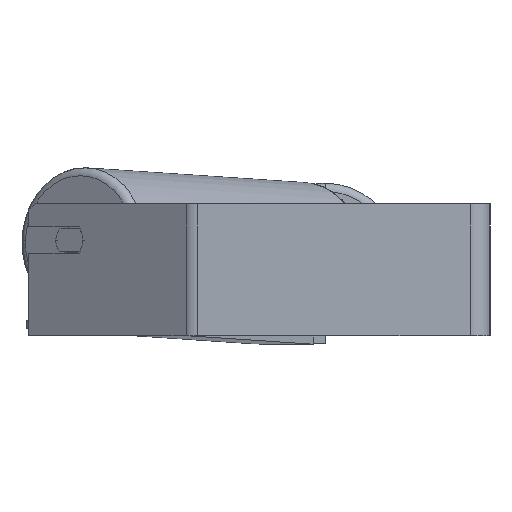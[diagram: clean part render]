
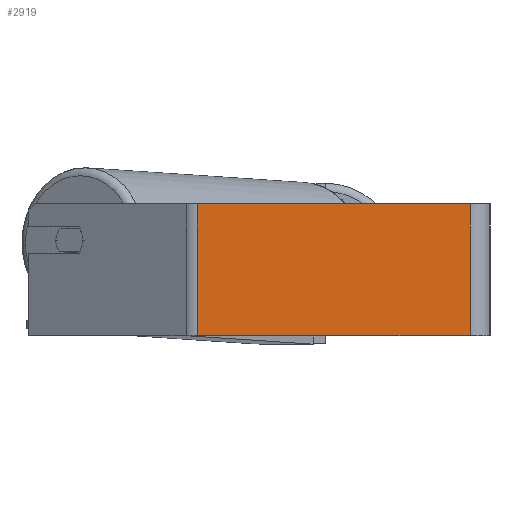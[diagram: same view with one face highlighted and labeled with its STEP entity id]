
A CAD part, left-side view. The second image highlights one B-rep face of the part: STEP entity #2919.
In plain terms, the highlighted planar face has unit normal (-1, 0, 0).
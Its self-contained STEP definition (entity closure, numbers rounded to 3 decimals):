
#39 = VECTOR ( 'NONE', #2036, 1000. ) ;
#595 = ORIENTED_EDGE ( 'NONE', *, *, #8043, .T. ) ;
#617 = EDGE_CURVE ( 'NONE', #3927, #1387, #5427, .T. ) ;
#624 = DIRECTION ( 'NONE',  ( 0., -1., 0. ) ) ;
#827 = PLANE ( 'NONE',  #1518 ) ;
#1077 = DIRECTION ( 'NONE',  ( 0., 0., -1. ) ) ;
#1387 = VERTEX_POINT ( 'NONE', #2501 ) ;
#1518 = AXIS2_PLACEMENT_3D ( 'NONE', #2780, #3661, #3617 ) ;
#1893 = VERTEX_POINT ( 'NONE', #2918 ) ;
#1942 = CARTESIAN_POINT ( 'NONE',  ( -415., 181.304, 40. ) ) ;
#2036 = DIRECTION ( 'NONE',  ( 0., -1., 0. ) ) ;
#2262 = CARTESIAN_POINT ( 'NONE',  ( -415., 177.52, 40. ) ) ;
#2264 = EDGE_LOOP ( 'NONE', ( #6418, #7305, #8518, #595 ) ) ;
#2465 = CARTESIAN_POINT ( 'NONE',  ( -415., 177.52, 40. ) ) ;
#2501 = CARTESIAN_POINT ( 'NONE',  ( -415., 12., 40. ) ) ;
#2780 = CARTESIAN_POINT ( 'NONE',  ( -415., 181.304, 40. ) ) ;
#2918 = CARTESIAN_POINT ( 'NONE',  ( -415., 12., -40. ) ) ;
#2919 = ADVANCED_FACE ( 'NONE', ( #4953 ), #827, .F. ) ;
#3046 = EDGE_CURVE ( 'NONE', #1387, #1893, #5219, .T. ) ;
#3376 = CARTESIAN_POINT ( 'NONE',  ( -415., 181.304, -40. ) ) ;
#3461 = VECTOR ( 'NONE', #7774, 1000. ) ;
#3481 = VECTOR ( 'NONE', #624, 1000. ) ;
#3617 = DIRECTION ( 'NONE',  ( 0., 0., -1. ) ) ;
#3661 = DIRECTION ( 'NONE',  ( 1., 0., 0. ) ) ;
#3927 = VERTEX_POINT ( 'NONE', #2465 ) ;
#4953 = FACE_OUTER_BOUND ( 'NONE', #2264, .T. ) ;
#4975 = LINE ( 'NONE', #2262, #3461 ) ;
#5219 = LINE ( 'NONE', #8692, #8259 ) ;
#5427 = LINE ( 'NONE', #1942, #39 ) ;
#6135 = CARTESIAN_POINT ( 'NONE',  ( -415., 177.52, -40. ) ) ;
#6418 = ORIENTED_EDGE ( 'NONE', *, *, #9043, .T. ) ;
#6798 = VERTEX_POINT ( 'NONE', #6135 ) ;
#6963 = LINE ( 'NONE', #3376, #3481 ) ;
#7305 = ORIENTED_EDGE ( 'NONE', *, *, #3046, .F. ) ;
#7774 = DIRECTION ( 'NONE',  ( 0., 0., -1. ) ) ;
#8043 = EDGE_CURVE ( 'NONE', #3927, #6798, #4975, .T. ) ;
#8259 = VECTOR ( 'NONE', #1077, 1000. ) ;
#8518 = ORIENTED_EDGE ( 'NONE', *, *, #617, .F. ) ;
#8692 = CARTESIAN_POINT ( 'NONE',  ( -415., 12., 40. ) ) ;
#9043 = EDGE_CURVE ( 'NONE', #6798, #1893, #6963, .T. ) ;
